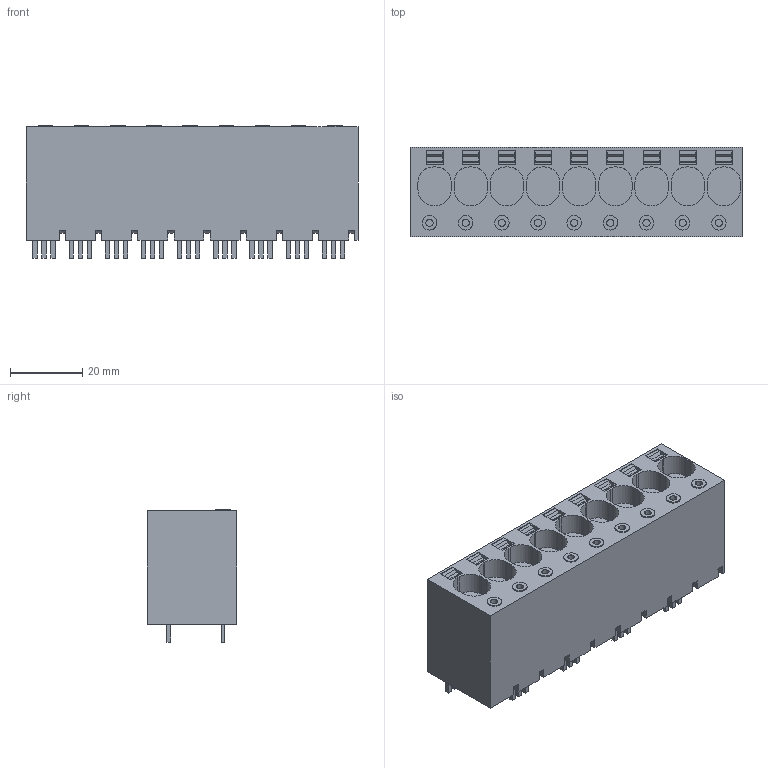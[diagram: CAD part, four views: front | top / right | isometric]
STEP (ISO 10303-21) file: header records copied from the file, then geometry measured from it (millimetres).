
FILE_DESCRIPTION(('CATIA V5 STEP Exchange','CAx-IF Rec.Pracs.--- Model Styling and Organization---1.2---2011-12-15'),'2;1');
FILE_NAME ('D1462850_0_2492180000_2492180000.stp','2018-03-29T09:27:51+00:00',('none'),('Weidmueller'),'CATIA Version 5-6 Release 2014','CATIA V5 STEP AP214','none');
FILE_SCHEMA(('AUTOMOTIVE_DESIGN { 1 0 10303 214 1 1 1 1 }'));
Length unit declared in the file: millimetre
Products named in the file (1): 2492180000
Bounding box: 91.8 x 24.7 x 36.6 mm (x, y, z)
Volume: 61182.3 mm3; surface area: 21083.6 mm2
Topology: 19 solids, 19 shells, 800 faces, 2167 edges, 1450 vertices
Faces by surface type: plane 647, cylinder 90, extrusion 63
Entity records: 25218 total; most frequent: CARTESIAN_POINT 5653, ORIENTED_EDGE 4334, DIRECTION 3040, EDGE_CURVE 2167, VECTOR 1924, LINE 1861, VERTEX_POINT 1450, EDGE_LOOP 845
